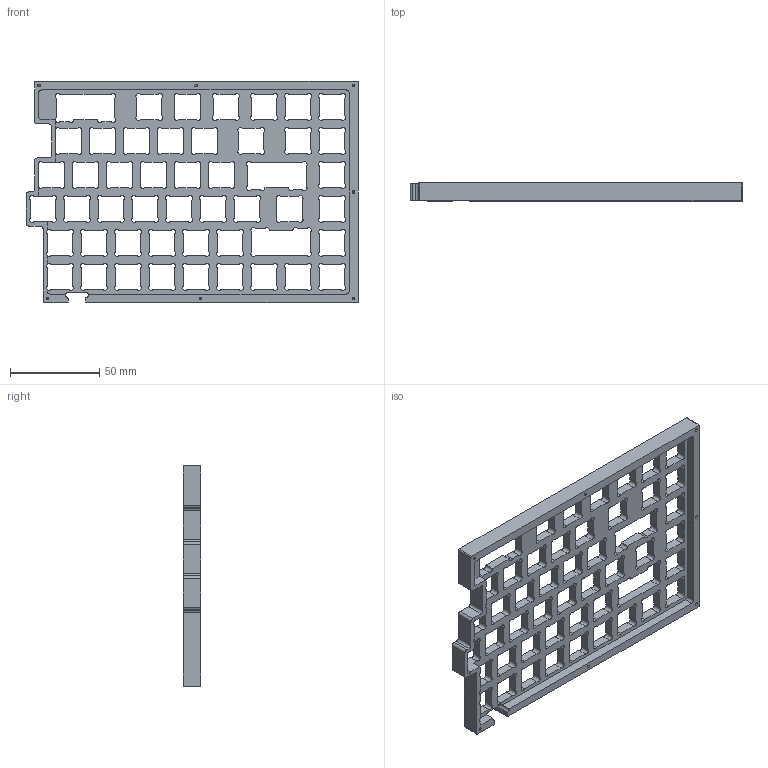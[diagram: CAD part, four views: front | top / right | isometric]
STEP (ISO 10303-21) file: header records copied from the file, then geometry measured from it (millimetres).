
FILE_DESCRIPTION (( 'STEP AP214' ), '1' );
FILE_NAME ('EnclosedPlate-Right.STEP', '2022-06-08T03:24:38', ( '' ), ( '' ), 'SwSTEP 2.0', 'SolidWorks 2022', '' );
FILE_SCHEMA (( 'AUTOMOTIVE_DESIGN' ));
Length unit declared in the file: millimetre
Products named in the file (1): EnclosedPlate-Right
Bounding box: 185.97 x 10 x 124.3 mm (x, y, z)
Volume: 69026.6 mm3; surface area: 46888.6 mm2
Topology: 1 solids, 1 shells, 589 faces, 1765 edges, 1165 vertices
Faces by surface type: cylinder 342, plane 233, cone 14
Entity records: 20388 total; most frequent: DIRECTION 3626, CARTESIAN_POINT 3506, ORIENTED_EDGE 3502, EDGE_CURVE 1751, AXIS2_PLACEMENT_3D 1285, VERTEX_POINT 1165, VECTOR 1056, LINE 1056
